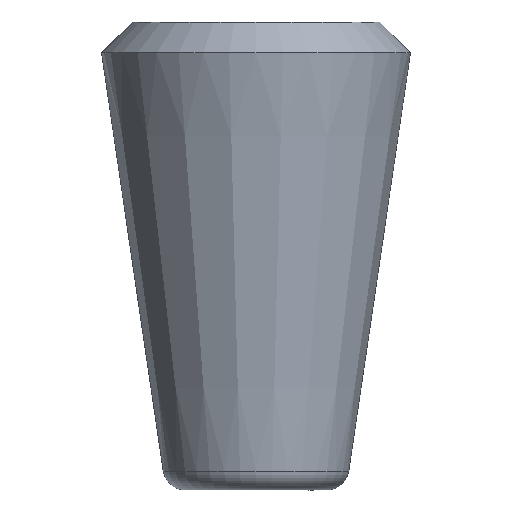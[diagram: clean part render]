
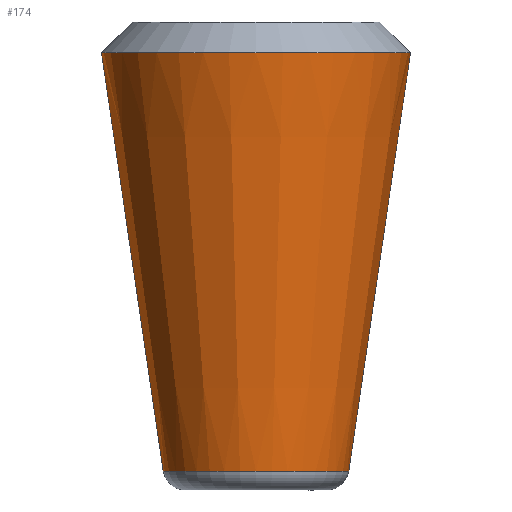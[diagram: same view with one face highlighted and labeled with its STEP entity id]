
A CAD part, front view. The second image highlights one B-rep face of the part: STEP entity #174.
In plain terms, the highlighted conical face has half-angle 8.407 degrees and reference radius 14 mm.
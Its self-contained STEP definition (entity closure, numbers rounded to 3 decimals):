
#112=VERTEX_POINT('',#252);
#126=EDGE_CURVE('',#112,#142,#270,.T.);
#132=EDGE_CURVE('',#148,#192,#277,.T.);
#138=EDGE_CURVE('',#148,#112,#283,.T.);
#142=VERTEX_POINT('',#287);
#148=VERTEX_POINT('',#293);
#174=ADVANCED_FACE('',(#320),#321,.T.);
#176=EDGE_CURVE('',#142,#192,#323,.T.);
#192=VERTEX_POINT('',#342);
#252=CARTESIAN_POINT('',(10.5,0.,2.135));
#270=CIRCLE('',#427,10.5);
#277=CIRCLE('',#435,17.5);
#283=LINE('',#445,#446);
#287=CARTESIAN_POINT('',(-10.5,0.,2.135));
#293=CARTESIAN_POINT('',(17.5,0.,49.5));
#320=FACE_OUTER_BOUND('',#489,.T.);
#321=CONICAL_SURFACE('',#490,14.0,0.147);
#323=LINE('',#493,#494);
#342=CARTESIAN_POINT('',(-17.5,0.,49.5));
#427=AXIS2_PLACEMENT_3D('',#617,#618,#619);
#435=AXIS2_PLACEMENT_3D('',#628,#629,#630);
#445=CARTESIAN_POINT('',(14.,0.,25.817));
#446=VECTOR('',#635,1.0);
#489=EDGE_LOOP('',(#661,#662,#663,#664));
#490=AXIS2_PLACEMENT_3D('',#665,#666,#667);
#493=CARTESIAN_POINT('',(-14.,0.,25.817));
#494=VECTOR('',#668,1.0);
#617=CARTESIAN_POINT('',(0.,0.,2.135));
#618=DIRECTION('',(0.0,0.0,-1.0));
#619=DIRECTION('',(1.0,0.,0.0));
#628=CARTESIAN_POINT('',(0.,0.,49.5));
#629=DIRECTION('',(0.0,0.0,-1.0));
#630=DIRECTION('',(1.0,0.,0.0));
#635=DIRECTION('',(-0.146,0.,-0.989));
#661=ORIENTED_EDGE('',*,*,#138,.F.);
#662=ORIENTED_EDGE('',*,*,#132,.T.);
#663=ORIENTED_EDGE('',*,*,#176,.F.);
#664=ORIENTED_EDGE('',*,*,#126,.F.);
#665=CARTESIAN_POINT('',(0.,0.,25.817));
#666=DIRECTION('',(-0.0,-0.0,1.0));
#667=DIRECTION('',(1.0,0.,0.0));
#668=DIRECTION('',(-0.146,0.,0.989));
